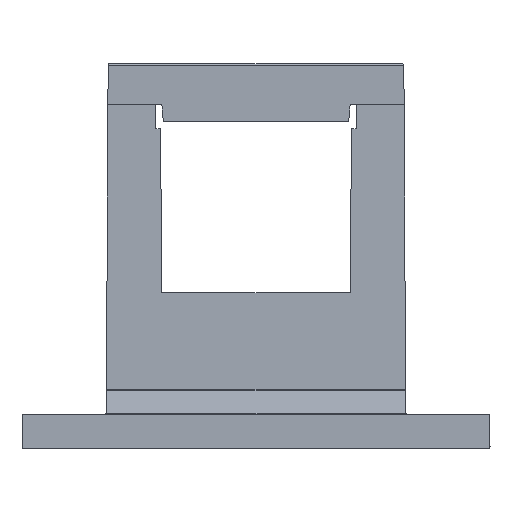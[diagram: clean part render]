
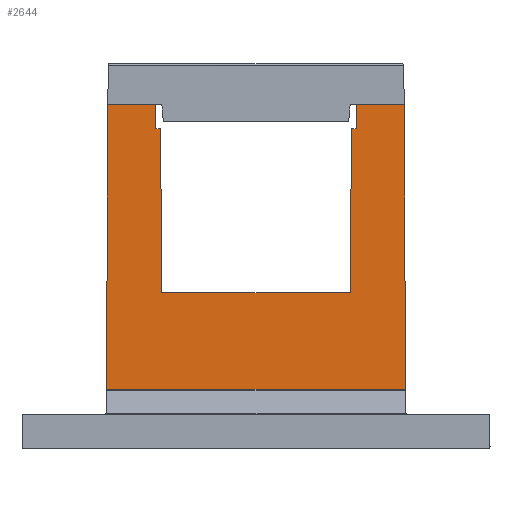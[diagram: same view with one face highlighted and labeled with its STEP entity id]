
A CAD part, top view. The second image highlights one B-rep face of the part: STEP entity #2644.
In plain terms, the highlighted planar face has unit normal (0, 0.004, 1).
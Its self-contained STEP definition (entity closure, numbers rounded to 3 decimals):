
#123=LINE('',#3840,#437);
#124=LINE('',#3844,#438);
#133=LINE('',#3861,#447);
#136=LINE('',#3867,#450);
#139=LINE('',#3873,#453);
#142=LINE('',#3879,#456);
#145=LINE('',#3885,#459);
#148=LINE('',#3891,#462);
#152=LINE('',#3899,#466);
#153=LINE('',#3901,#467);
#160=LINE('',#3917,#474);
#224=LINE('',#4089,#538);
#437=VECTOR('',#3068,1000.);
#438=VECTOR('',#3073,1000.);
#447=VECTOR('',#3084,1000.);
#450=VECTOR('',#3089,1000.);
#453=VECTOR('',#3094,1000.);
#456=VECTOR('',#3099,1000.);
#459=VECTOR('',#3104,1000.);
#462=VECTOR('',#3109,1000.);
#466=VECTOR('',#3115,1000.);
#467=VECTOR('',#3118,1000.);
#474=VECTOR('',#3129,1000.);
#538=VECTOR('',#3299,1000.);
#1015=ORIENTED_EDGE('',*,*,#1542,.T.);
#1016=ORIENTED_EDGE('',*,*,#1544,.T.);
#1017=ORIENTED_EDGE('',*,*,#1553,.T.);
#1018=ORIENTED_EDGE('',*,*,#1556,.T.);
#1019=ORIENTED_EDGE('',*,*,#1559,.T.);
#1020=ORIENTED_EDGE('',*,*,#1562,.T.);
#1021=ORIENTED_EDGE('',*,*,#1565,.T.);
#1022=ORIENTED_EDGE('',*,*,#1568,.T.);
#1023=ORIENTED_EDGE('',*,*,#1572,.T.);
#1024=ORIENTED_EDGE('',*,*,#1573,.T.);
#1025=ORIENTED_EDGE('',*,*,#1581,.T.);
#1026=ORIENTED_EDGE('',*,*,#1670,.F.);
#1542=EDGE_CURVE('',#1922,#1921,#123,.T.);
#1544=EDGE_CURVE('',#1921,#1923,#124,.T.);
#1553=EDGE_CURVE('',#1923,#1929,#133,.T.);
#1556=EDGE_CURVE('',#1929,#1931,#136,.T.);
#1559=EDGE_CURVE('',#1931,#1933,#139,.T.);
#1562=EDGE_CURVE('',#1933,#1935,#142,.T.);
#1565=EDGE_CURVE('',#1935,#1937,#145,.T.);
#1568=EDGE_CURVE('',#1937,#1939,#148,.T.);
#1572=EDGE_CURVE('',#1939,#1942,#152,.T.);
#1573=EDGE_CURVE('',#1942,#1943,#153,.T.);
#1581=EDGE_CURVE('',#1943,#1949,#160,.T.);
#1670=EDGE_CURVE('',#1922,#1949,#224,.T.);
#1921=VERTEX_POINT('',#3839);
#1922=VERTEX_POINT('',#3841);
#1923=VERTEX_POINT('',#3845);
#1929=VERTEX_POINT('',#3860);
#1931=VERTEX_POINT('',#3866);
#1933=VERTEX_POINT('',#3872);
#1935=VERTEX_POINT('',#3878);
#1937=VERTEX_POINT('',#3884);
#1939=VERTEX_POINT('',#3890);
#1942=VERTEX_POINT('',#3898);
#1943=VERTEX_POINT('',#3902);
#1949=VERTEX_POINT('',#3916);
#2239=EDGE_LOOP('',(#1015,#1016,#1017,#1018,#1019,#1020,#1021,#1022,#1023,
#1024,#1025,#1026));
#2393=FACE_BOUND('',#2239,.T.);
#2529=PLANE('',#2838);
#2644=ADVANCED_FACE('',(#2393),#2529,.T.);
#2838=AXIS2_PLACEMENT_3D('',#4091,#3301,#3302);
#3068=DIRECTION('',(-0.004,1.,-0.004));
#3073=DIRECTION('',(-1.,0.,0.));
#3084=DIRECTION('',(0.,-1.,0.004));
#3089=DIRECTION('',(-1.,0.,0.));
#3094=DIRECTION('',(-0.009,-1.,0.004));
#3099=DIRECTION('',(-1.,0.,0.));
#3104=DIRECTION('',(-0.009,1.,-0.004));
#3109=DIRECTION('',(-1.,0.,0.));
#3115=DIRECTION('',(0.,1.,-0.004));
#3118=DIRECTION('',(-1.,0.,0.));
#3129=DIRECTION('',(-0.004,-1.,0.004));
#3299=DIRECTION('',(-1.,0.,0.));
#3301=DIRECTION('',(0.,0.004,1.));
#3302=DIRECTION('',(0.,-1.,0.004));
#3839=CARTESIAN_POINT('',(30.72,22.846,5.688));
#3840=CARTESIAN_POINT('',(30.999,-41.036,5.971));
#3841=CARTESIAN_POINT('',(30.978,-36.16,5.949));
#3844=CARTESIAN_POINT('',(30.72,22.846,5.688));
#3845=CARTESIAN_POINT('',(20.819,22.846,5.688));
#3860=CARTESIAN_POINT('',(20.819,17.846,5.71));
#3861=CARTESIAN_POINT('',(20.819,22.814,5.688));
#3866=CARTESIAN_POINT('',(19.797,17.846,5.71));
#3867=CARTESIAN_POINT('',(20.819,17.846,5.71));
#3872=CARTESIAN_POINT('',(19.5,-16.154,5.861));
#3873=CARTESIAN_POINT('',(19.797,17.814,5.71));
#3878=CARTESIAN_POINT('',(-19.5,-16.154,5.861));
#3879=CARTESIAN_POINT('',(19.5,-16.154,5.861));
#3884=CARTESIAN_POINT('',(-19.797,17.846,5.71));
#3885=CARTESIAN_POINT('',(-19.5,-16.186,5.861));
#3890=CARTESIAN_POINT('',(-20.819,17.846,5.71));
#3891=CARTESIAN_POINT('',(-19.797,17.846,5.71));
#3898=CARTESIAN_POINT('',(-20.819,22.846,5.688));
#3899=CARTESIAN_POINT('',(-20.819,17.814,5.71));
#3901=CARTESIAN_POINT('',(-20.819,22.846,5.688));
#3902=CARTESIAN_POINT('',(-30.72,22.846,5.688));
#3916=CARTESIAN_POINT('',(-30.978,-36.16,5.949));
#3917=CARTESIAN_POINT('',(-30.72,22.814,5.688));
#4089=CARTESIAN_POINT('',(35.,-36.16,5.949));
#4091=CARTESIAN_POINT('',(35.,-36.16,5.949));
